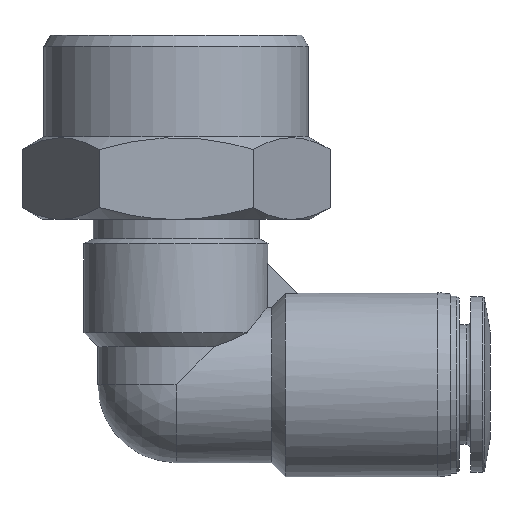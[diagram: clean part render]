
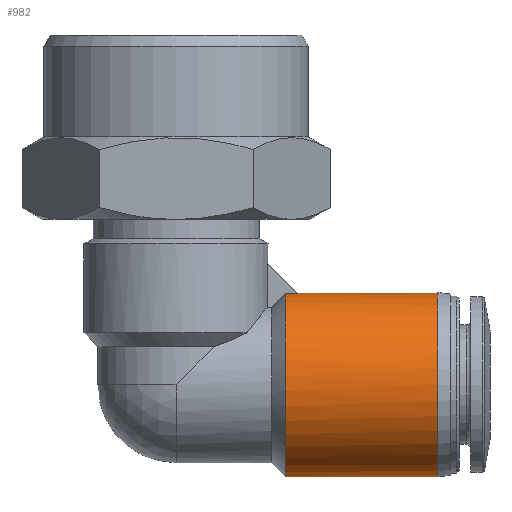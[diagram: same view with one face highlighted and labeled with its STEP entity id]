
A CAD part, front view. The second image highlights one B-rep face of the part: STEP entity #982.
In plain terms, the highlighted cylindrical face has radius 7.25 mm (diameter 14.5 mm), a full revolution.
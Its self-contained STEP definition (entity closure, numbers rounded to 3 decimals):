
#41=LINE('',#1453,#55);
#42=LINE('',#1457,#56);
#55=VECTOR('',#1177,1000.);
#56=VECTOR('',#1180,1000.);
#111=ELLIPSE('',#1053,10.253,7.25);
#150=ORIENTED_EDGE('',*,*,#312,.F.);
#151=ORIENTED_EDGE('',*,*,#310,.T.);
#152=ORIENTED_EDGE('',*,*,#313,.T.);
#153=ORIENTED_EDGE('',*,*,#314,.F.);
#154=ORIENTED_EDGE('',*,*,#315,.F.);
#310=EDGE_CURVE('',#385,#384,#431,.T.);
#312=EDGE_CURVE('',#386,#386,#432,.T.);
#313=EDGE_CURVE('',#384,#387,#41,.T.);
#314=EDGE_CURVE('',#388,#387,#111,.T.);
#315=EDGE_CURVE('',#385,#388,#42,.T.);
#384=VERTEX_POINT('',#1443);
#385=VERTEX_POINT('',#1445);
#386=VERTEX_POINT('',#1452);
#387=VERTEX_POINT('',#1454);
#388=VERTEX_POINT('',#1456);
#431=CIRCLE('',#1050,7.25);
#432=CIRCLE('',#1052,7.25);
#470=EDGE_LOOP('',(#150));
#471=EDGE_LOOP('',(#151,#152,#153,#154));
#547=FACE_BOUND('',#470,.T.);
#548=FACE_BOUND('',#471,.T.);
#615=CYLINDRICAL_SURFACE('',#1051,7.25);
#982=ADVANCED_FACE('',(#547,#548),#615,.T.);
#1050=AXIS2_PLACEMENT_3D('',#1444,#1171,#1172);
#1051=AXIS2_PLACEMENT_3D('',#1450,#1173,#1174);
#1052=AXIS2_PLACEMENT_3D('',#1451,#1175,#1176);
#1053=AXIS2_PLACEMENT_3D('',#1455,#1178,#1179);
#1171=DIRECTION('',(1.,0.,0.));
#1172=DIRECTION('',(0.,0.,-1.));
#1173=DIRECTION('',(1.,0.,0.));
#1174=DIRECTION('',(0.,0.,-1.));
#1175=DIRECTION('',(1.,0.,0.));
#1176=DIRECTION('',(0.,0.,-1.));
#1177=DIRECTION('',(1.,0.,0.));
#1178=DIRECTION('',(-0.707,0.,-0.707));
#1179=DIRECTION('',(0.707,0.,-0.707));
#1180=DIRECTION('',(1.,0.,0.));
#1443=CARTESIAN_POINT('',(8.6,1.,7.181));
#1444=CARTESIAN_POINT('',(8.6,0.,0.));
#1445=CARTESIAN_POINT('',(8.6,-1.,7.181));
#1450=CARTESIAN_POINT('',(24.7,0.,0.));
#1451=CARTESIAN_POINT('',(20.6,0.,0.));
#1452=CARTESIAN_POINT('',(20.6,0.,-7.25));
#1453=CARTESIAN_POINT('',(24.7,1.,7.181));
#1454=CARTESIAN_POINT('',(9.546,1.,7.181));
#1455=CARTESIAN_POINT('',(16.727,0.,0.));
#1456=CARTESIAN_POINT('',(9.546,-1.,7.181));
#1457=CARTESIAN_POINT('',(24.7,-1.,7.181));
